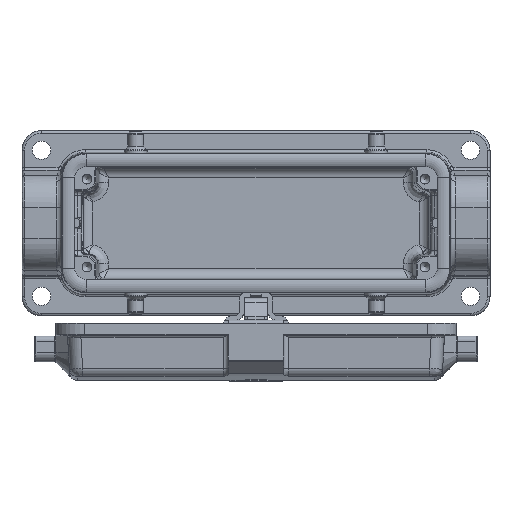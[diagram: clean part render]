
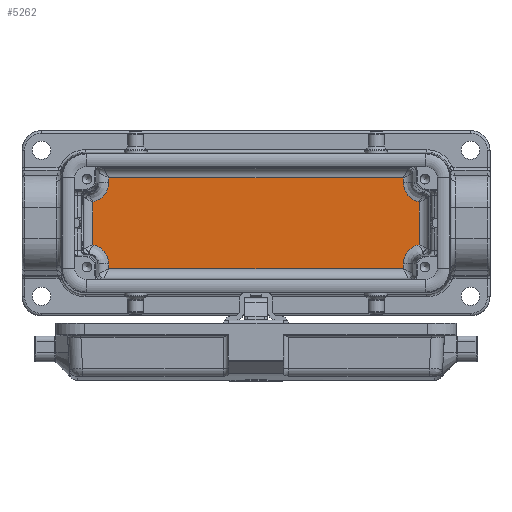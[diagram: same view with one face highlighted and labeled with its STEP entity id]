
A CAD part, top view. The second image highlights one B-rep face of the part: STEP entity #5262.
In plain terms, the highlighted planar face has unit normal (0, 0, 1).
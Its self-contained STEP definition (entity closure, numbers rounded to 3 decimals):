
#4429=FACE_OUTER_BOUND('',#7282,.T.);
#5262=ADVANCED_FACE('',(#4429),#6176,.F.);
#6176=PLANE('',#22956);
#7282=EDGE_LOOP('',(#8758,#8759,#8760,#8761,#8762,#8763,#8764,#8765,#8766,
#8767,#8768,#8769));
#8293=ELLIPSE('',#22952,6.003,6.);
#8294=ELLIPSE('',#22953,6.003,6.);
#8295=ELLIPSE('',#22954,6.003,6.);
#8296=ELLIPSE('',#22955,6.003,6.);
#8758=ORIENTED_EDGE('',*,*,#14701,.T.);
#8759=ORIENTED_EDGE('',*,*,#14702,.T.);
#8760=ORIENTED_EDGE('',*,*,#14703,.T.);
#8761=ORIENTED_EDGE('',*,*,#14704,.T.);
#8762=ORIENTED_EDGE('',*,*,#14705,.T.);
#8763=ORIENTED_EDGE('',*,*,#14706,.T.);
#8764=ORIENTED_EDGE('',*,*,#14707,.T.);
#8765=ORIENTED_EDGE('',*,*,#14708,.T.);
#8766=ORIENTED_EDGE('',*,*,#14709,.T.);
#8767=ORIENTED_EDGE('',*,*,#14710,.T.);
#8768=ORIENTED_EDGE('',*,*,#14711,.T.);
#8769=ORIENTED_EDGE('',*,*,#14712,.T.);
#13241=VERTEX_POINT('',#30917);
#13242=VERTEX_POINT('',#30918);
#13243=VERTEX_POINT('',#30920);
#13244=VERTEX_POINT('',#30922);
#13245=VERTEX_POINT('',#30924);
#13246=VERTEX_POINT('',#30926);
#13247=VERTEX_POINT('',#30928);
#13248=VERTEX_POINT('',#30930);
#13249=VERTEX_POINT('',#30932);
#13250=VERTEX_POINT('',#30934);
#13251=VERTEX_POINT('',#30936);
#13252=VERTEX_POINT('',#30938);
#14701=EDGE_CURVE('',#13241,#13242,#19099,.T.);
#14702=EDGE_CURVE('',#13242,#13243,#19100,.T.);
#14703=EDGE_CURVE('',#13243,#13244,#19101,.T.);
#14704=EDGE_CURVE('',#13244,#13245,#8293,.T.);
#14705=EDGE_CURVE('',#13245,#13246,#19102,.T.);
#14706=EDGE_CURVE('',#13246,#13247,#8294,.T.);
#14707=EDGE_CURVE('',#13247,#13248,#19103,.T.);
#14708=EDGE_CURVE('',#13248,#13249,#19104,.T.);
#14709=EDGE_CURVE('',#13249,#13250,#19105,.T.);
#14710=EDGE_CURVE('',#13250,#13251,#8295,.T.);
#14711=EDGE_CURVE('',#13251,#13252,#19106,.T.);
#14712=EDGE_CURVE('',#13252,#13241,#8296,.T.);
#19099=LINE('',#30916,#20258);
#19100=LINE('',#30919,#20259);
#19101=LINE('',#30921,#20260);
#19102=LINE('',#30925,#20261);
#19103=LINE('',#30929,#20262);
#19104=LINE('',#30931,#20263);
#19105=LINE('',#30933,#20264);
#19106=LINE('',#30937,#20265);
#20258=VECTOR('',#24875,1.);
#20259=VECTOR('',#24876,1.);
#20260=VECTOR('',#24877,1.);
#20261=VECTOR('',#24880,1.);
#20262=VECTOR('',#24883,1.);
#20263=VECTOR('',#24884,1.);
#20264=VECTOR('',#24885,1.);
#20265=VECTOR('',#24888,1.);
#22952=AXIS2_PLACEMENT_3D('',#30923,#24878,#24879);
#22953=AXIS2_PLACEMENT_3D('',#30927,#24881,#24882);
#22954=AXIS2_PLACEMENT_3D('',#30935,#24886,#24887);
#22955=AXIS2_PLACEMENT_3D('',#30939,#24889,#24890);
#22956=AXIS2_PLACEMENT_3D('',#30940,#24891,#24892);
#24875=DIRECTION('',(0.,-1.,0.));
#24876=DIRECTION('',(1.,0.,0.));
#24877=DIRECTION('',(0.,1.,0.));
#24878=DIRECTION('',(0.,0.,-1.));
#24879=DIRECTION('',(-0.832,0.555,0.));
#24880=DIRECTION('',(0.,1.,0.));
#24881=DIRECTION('',(0.,0.,-1.));
#24882=DIRECTION('',(0.832,0.555,0.));
#24883=DIRECTION('',(0.,1.,0.));
#24884=DIRECTION('',(-1.,0.,0.));
#24885=DIRECTION('',(0.,-1.,0.));
#24886=DIRECTION('',(0.,0.,-1.));
#24887=DIRECTION('',(0.832,-0.555,0.));
#24888=DIRECTION('',(0.,-1.,0.));
#24889=DIRECTION('',(0.,0.,-1.));
#24890=DIRECTION('',(-0.832,-0.555,0.));
#24891=DIRECTION('',(0.,0.,-1.));
#24892=DIRECTION('',(-1.,0.,0.));
#30916=CARTESIAN_POINT('',(-45.323,17.75,-40.25));
#30917=CARTESIAN_POINT('',(-45.323,-12.498,-40.25));
#30918=CARTESIAN_POINT('',(-45.323,-13.966,-40.25));
#30919=CARTESIAN_POINT('',(46.746,-13.966,-40.25));
#30920=CARTESIAN_POINT('',(45.323,-13.966,-40.25));
#30921=CARTESIAN_POINT('',(45.323,17.75,-40.25));
#30922=CARTESIAN_POINT('',(45.323,-12.498,-40.25));
#30923=CARTESIAN_POINT('',(51.326,-12.5,-40.25));
#30924=CARTESIAN_POINT('',(50.177,-6.61,-40.25));
#30925=CARTESIAN_POINT('',(50.177,17.75,-40.25));
#30926=CARTESIAN_POINT('',(50.177,6.61,-40.25));
#30927=CARTESIAN_POINT('',(51.326,12.5,-40.25));
#30928=CARTESIAN_POINT('',(45.323,12.498,-40.25));
#30929=CARTESIAN_POINT('',(45.323,17.75,-40.25));
#30930=CARTESIAN_POINT('',(45.323,13.966,-40.25));
#30931=CARTESIAN_POINT('',(-46.746,13.966,-40.25));
#30932=CARTESIAN_POINT('',(-45.323,13.966,-40.25));
#30933=CARTESIAN_POINT('',(-45.323,17.75,-40.25));
#30934=CARTESIAN_POINT('',(-45.323,12.498,-40.25));
#30935=CARTESIAN_POINT('',(-51.326,12.5,-40.25));
#30936=CARTESIAN_POINT('',(-50.177,6.61,-40.25));
#30937=CARTESIAN_POINT('',(-50.177,17.75,-40.25));
#30938=CARTESIAN_POINT('',(-50.177,-6.61,-40.25));
#30939=CARTESIAN_POINT('',(-51.326,-12.5,-40.25));
#30940=CARTESIAN_POINT('',(-55.647,17.75,-40.25));
